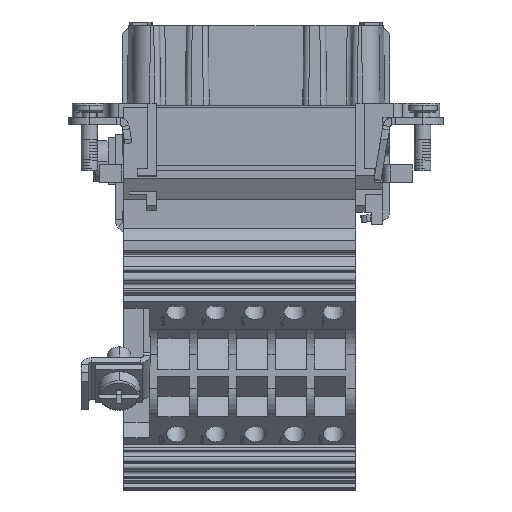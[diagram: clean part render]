
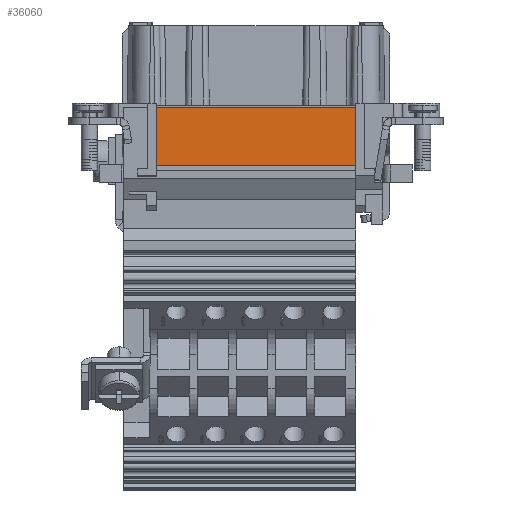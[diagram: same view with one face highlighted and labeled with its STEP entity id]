
A CAD part, front view. The second image highlights one B-rep face of the part: STEP entity #36060.
In plain terms, the highlighted planar face has unit normal (0, -1, 0).
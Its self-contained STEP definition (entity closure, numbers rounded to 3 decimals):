
#520=DIRECTION('',(0.,0.,1.));
#521=VECTOR('',#520,9.907);
#522=CARTESIAN_POINT('',(17.05,-16.825,2.893));
#523=LINE('',#522,#521);
#553=DIRECTION('',(-1.,0.,0.));
#554=VECTOR('',#553,34.1);
#555=CARTESIAN_POINT('',(17.05,-16.825,12.8));
#556=LINE('',#555,#554);
#7011=DIRECTION('',(0.,0.,1.));
#7012=VECTOR('',#7011,9.907);
#7013=CARTESIAN_POINT('',(-17.05,-16.825,
2.893));
#7014=LINE('',#7013,#7012);
#24883=DIRECTION('',(1.,0.,0.));
#24884=VECTOR('',#24883,34.1);
#24885=CARTESIAN_POINT('',(-17.05,-16.825,
2.893));
#24886=LINE('',#24885,#24884);
#32862=CARTESIAN_POINT('',(17.05,-16.825,
2.893));
#32863=CARTESIAN_POINT('',(17.05,-16.825,12.8));
#32864=VERTEX_POINT('',#32862);
#32865=VERTEX_POINT('',#32863);
#32906=CARTESIAN_POINT('',(-17.05,-16.825,
2.893));
#32907=CARTESIAN_POINT('',(-17.05,-16.825,12.8));
#32908=VERTEX_POINT('',#32906);
#32909=VERTEX_POINT('',#32907);
#36047=CARTESIAN_POINT('',(17.05,-16.825,0.651));
#36048=DIRECTION('',(0.,-1.,0.));
#36049=DIRECTION('',(0.,0.,1.));
#36050=AXIS2_PLACEMENT_3D('',#36047,#36048,#36049);
#36051=PLANE('',#36050);
#36052=ORIENTED_EDGE('',*,*,#35865,.F.);
#36054=ORIENTED_EDGE('',*,*,#36053,.F.);
#36056=ORIENTED_EDGE('',*,*,#36055,.T.);
#36057=ORIENTED_EDGE('',*,*,#35928,.F.);
#36058=EDGE_LOOP('',(#36052,#36054,#36056,#36057));
#36059=FACE_OUTER_BOUND('',#36058,.F.);
#36060=ADVANCED_FACE('',(#36059),#36051,.T.);
#35865=EDGE_CURVE('',#32864,#32865,#523,.T.);
#35928=EDGE_CURVE('',#32865,#32909,#556,.T.);
#36053=EDGE_CURVE('',#32908,#32864,#24886,.T.);
#36055=EDGE_CURVE('',#32908,#32909,#7014,.T.);
